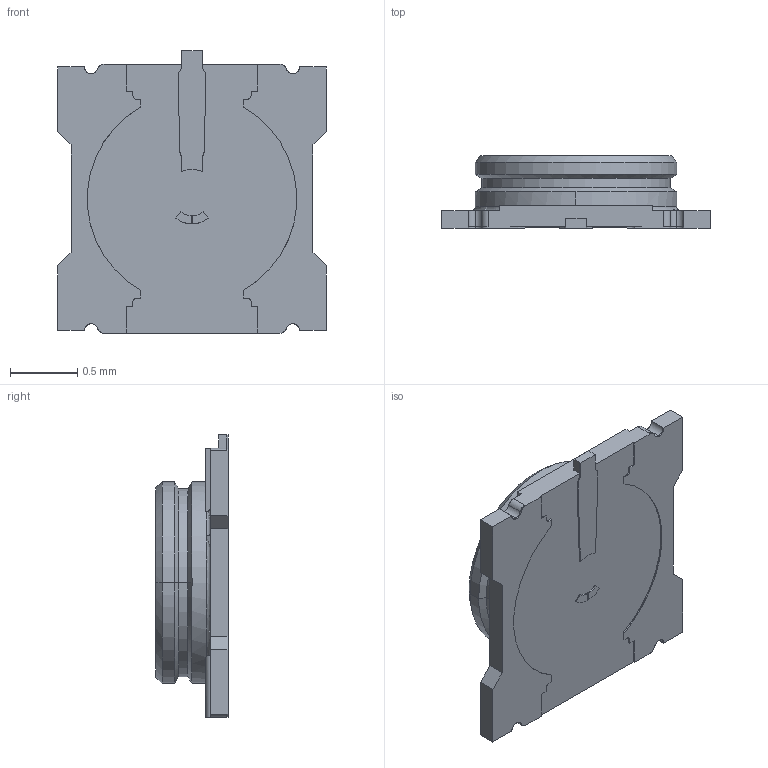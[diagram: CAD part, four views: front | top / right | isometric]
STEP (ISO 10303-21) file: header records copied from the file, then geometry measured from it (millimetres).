
FILE_DESCRIPTION (( 'STEP AP214' ), '1' );
FILE_NAME ('I-PEX MHF_7 Recepticle.STEP', '2021-02-01T01:35:00', ( '' ), ( '' ), 'SwSTEP 2.0', 'SolidWorks 2018', '' );
FILE_SCHEMA (( 'AUTOMOTIVE_DESIGN' ));
Length unit declared in the file: millimetre
Products named in the file (1): I-PEX MHF_7 Recepticle
Bounding box: 2 x 0.54 x 2.1 mm (x, y, z)
Surface area: 14.1 mm2 (no closed solid volume)
Topology: 0 solids, 6 shells, 157 faces, 554 edges, 408 vertices
Faces by surface type: plane 79, cylinder 39, bspline 22, cone 9, torus 8
Entity records: 8170 total; most frequent: CARTESIAN_POINT 2404, ORIENTED_EDGE 1028, DIRECTION 557, EDGE_CURVE 554, VERTEX_POINT 408, B_SPLINE_CURVE_WITH_KNOTS 321, AXIS2_PLACEMENT_3D 188, VECTOR 181
